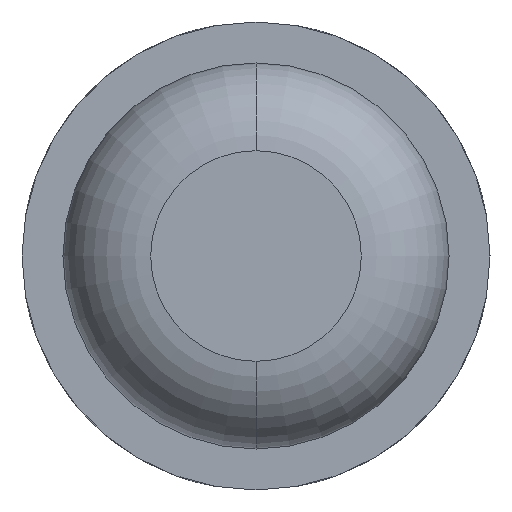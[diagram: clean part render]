
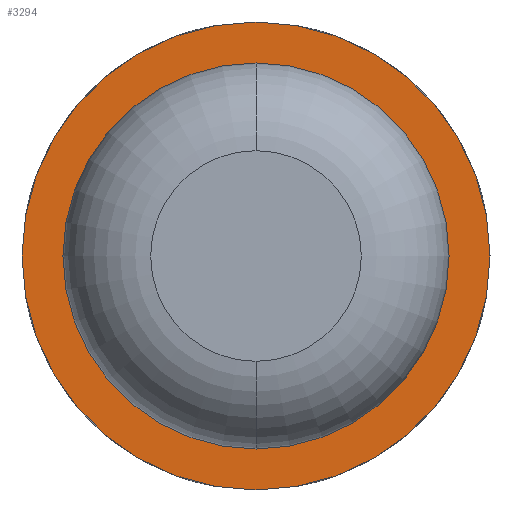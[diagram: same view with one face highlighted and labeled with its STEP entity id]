
A CAD part, front view. The second image highlights one B-rep face of the part: STEP entity #3294.
In plain terms, the highlighted planar face has unit normal (0, -1, 0).
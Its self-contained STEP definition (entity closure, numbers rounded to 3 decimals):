
#159 = CIRCLE ( 'NONE', #274, 1. ) ;
#175 = AXIS2_PLACEMENT_3D ( 'NONE', #3608, #3140, #634 ) ;
#207 = EDGE_CURVE ( 'Defeature ausgef�hrt1_5+Defeature ausgef�hrt1_0+Defeature ausgef�hrt1_0+Defeature ausgef�hrt1_0', #4578, #3727, #218, .T. ) ;
#218 = CIRCLE ( 'NONE', #3677, 0.825 ) ;
#274 = AXIS2_PLACEMENT_3D ( 'NONE', #292, #4169, #3290 ) ;
#292 = CARTESIAN_POINT ( 'NONE',  ( 0., -4., 0. ) ) ;
#435 = CARTESIAN_POINT ( 'NONE',  ( 0.825, -4., 0. ) ) ;
#634 = DIRECTION ( 'NONE',  ( -1., 0., 0. ) ) ;
#857 = FACE_OUTER_BOUND ( 'NONE', #1682, .T. ) ;
#1337 = EDGE_CURVE ( 'Defeature ausgef�hrt1_6+Defeature ausgef�hrt1_5+Defeature ausgef�hrt1_5+Defeature ausgef�hrt1_5', #2550, #4931, #159, .T. ) ;
#1600 = AXIS2_PLACEMENT_3D ( 'NONE', #2385, #2365, #4543 ) ;
#1682 = EDGE_LOOP ( 'NONE', ( #3302, #4356 ) ) ;
#1804 = ORIENTED_EDGE ( 'NONE', *, *, #207, .T. ) ;
#2187 = CIRCLE ( 'NONE', #175, 1. ) ;
#2365 = DIRECTION ( 'NONE',  ( 0., 1., 0. ) ) ;
#2382 = EDGE_LOOP ( 'NONE', ( #3159, #1804 ) ) ;
#2385 = CARTESIAN_POINT ( 'NONE',  ( 0., -4., 0. ) ) ;
#2499 = CARTESIAN_POINT ( 'NONE',  ( -1., -4., 0. ) ) ;
#2550 = VERTEX_POINT ( 'NONE', #2789 ) ;
#2563 = DIRECTION ( 'NONE',  ( 0., 1., 0. ) ) ;
#2789 = CARTESIAN_POINT ( 'NONE',  ( 1., -4., 0. ) ) ;
#3031 = EDGE_CURVE ( 'Defeature ausgef�hrt1_5+Defeature ausgef�hrt1_0+Defeature ausgef�hrt1_0+Defeature ausgef�hrt1_0', #3727, #4578, #4149, .T. ) ;
#3140 = DIRECTION ( 'NONE',  ( 0., 1., 0. ) ) ;
#3159 = ORIENTED_EDGE ( 'NONE', *, *, #3031, .T. ) ;
#3290 = DIRECTION ( 'NONE',  ( -1., 0., 0. ) ) ;
#3294 = ADVANCED_FACE ( 'Defeature ausgef�hrt1_5', ( #857, #5306 ), #4288, .F. ) ;
#3302 = ORIENTED_EDGE ( 'NONE', *, *, #3611, .F. ) ;
#3608 = CARTESIAN_POINT ( 'NONE',  ( 0., -4., 0. ) ) ;
#3611 = EDGE_CURVE ( 'Defeature ausgef�hrt1_6+Defeature ausgef�hrt1_5+Defeature ausgef�hrt1_5+Defeature ausgef�hrt1_5', #4931, #2550, #2187, .T. ) ;
#3644 = AXIS2_PLACEMENT_3D ( 'NONE', #435, #2563, #5530 ) ;
#3677 = AXIS2_PLACEMENT_3D ( 'NONE', #5500, #3780, #5083 ) ;
#3727 = VERTEX_POINT ( 'NONE', #3751 ) ;
#3751 = CARTESIAN_POINT ( 'NONE',  ( 0., -4., 0.825 ) ) ;
#3780 = DIRECTION ( 'NONE',  ( 0., 1., 0. ) ) ;
#4149 = CIRCLE ( 'NONE', #1600, 0.825 ) ;
#4169 = DIRECTION ( 'NONE',  ( 0., 1., 0. ) ) ;
#4288 = PLANE ( 'NONE',  #3644 ) ;
#4304 = CARTESIAN_POINT ( 'NONE',  ( 0., -4., -0.825 ) ) ;
#4356 = ORIENTED_EDGE ( 'NONE', *, *, #1337, .F. ) ;
#4543 = DIRECTION ( 'NONE',  ( -1., 0., 0. ) ) ;
#4578 = VERTEX_POINT ( 'NONE', #4304 ) ;
#4931 = VERTEX_POINT ( 'NONE', #2499 ) ;
#5083 = DIRECTION ( 'NONE',  ( -1., 0., 0. ) ) ;
#5306 = FACE_BOUND ( 'NONE', #2382, .T. ) ;
#5500 = CARTESIAN_POINT ( 'NONE',  ( 0., -4., 0. ) ) ;
#5530 = DIRECTION ( 'NONE',  ( -1., 0., 0. ) ) ;
